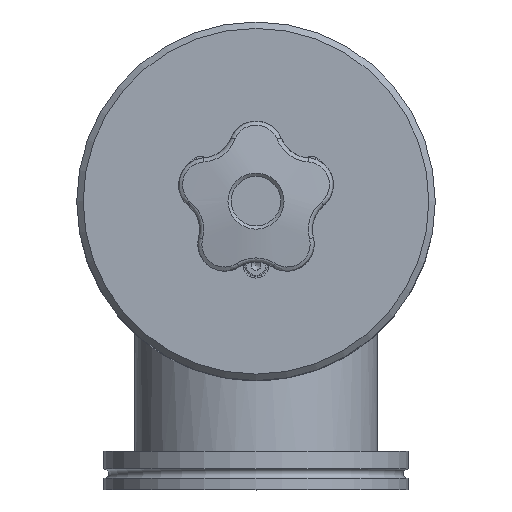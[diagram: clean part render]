
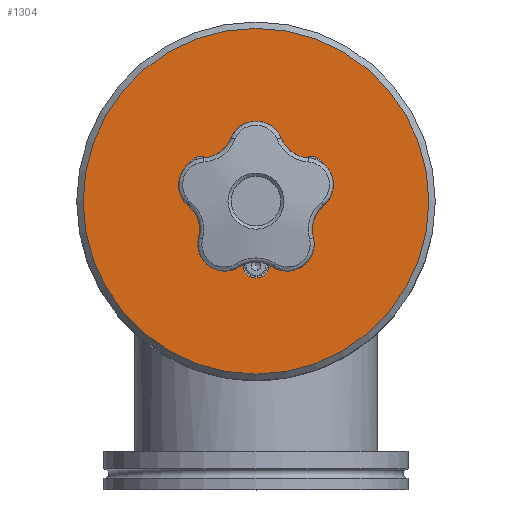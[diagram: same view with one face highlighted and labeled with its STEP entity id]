
A CAD part, top view. The second image highlights one B-rep face of the part: STEP entity #1304.
In plain terms, the highlighted planar face has unit normal (0, 0, 1).
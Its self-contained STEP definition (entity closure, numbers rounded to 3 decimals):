
#1304=ADVANCED_FACE('',(#6408,#6410,#6412,#6414,#6416),#6418,.T.);
#6408=FACE_BOUND('',#6409,.T.);
#6409=EDGE_LOOP('',(#7050));
#6410=FACE_BOUND('',#6411,.T.);
#6411=EDGE_LOOP('',(#7051));
#6412=FACE_BOUND('',#6413,.T.);
#6413=EDGE_LOOP('',(#7052));
#6414=FACE_BOUND('',#6415,.T.);
#6415=EDGE_LOOP('',(#7053));
#6416=FACE_BOUND('',#6417,.T.);
#6417=EDGE_LOOP('',(#7054));
#6418=PLANE('',#6419);
#6419=AXIS2_PLACEMENT_3D('',#6420,#6421,#6422);
#6420=CARTESIAN_POINT('',(0.,0.,153.));
#6421=DIRECTION('',(0.,0.,1.));
#6422=DIRECTION('',(0.866,-0.5,0.));
#7050=ORIENTED_EDGE('',*,*,#7398,.T.);
#7051=ORIENTED_EDGE('',*,*,#7399,.T.);
#7052=ORIENTED_EDGE('',*,*,#7400,.T.);
#7053=ORIENTED_EDGE('',*,*,#7401,.F.);
#7054=ORIENTED_EDGE('',*,*,#7402,.T.);
#7398=EDGE_CURVE('',#7933,#7933,#7934,.T.);
#7399=EDGE_CURVE('',#7935,#7935,#7936,.F.);
#7400=EDGE_CURVE('',#7937,#7937,#7938,.F.);
#7401=EDGE_CURVE('',#7939,#7939,#7940,.T.);
#7402=EDGE_CURVE('',#7941,#7941,#7942,.F.);
#7933=VERTEX_POINT('',#12455);
#7934=CIRCLE('',#12456,54.);
#7935=VERTEX_POINT('',#12460);
#7936=CIRCLE('',#12461,4.);
#7937=VERTEX_POINT('',#12465);
#7938=CIRCLE('',#12466,4.);
#7939=VERTEX_POINT('',#12470);
#7940=CIRCLE('',#12471,5.);
#7941=VERTEX_POINT('',#12475);
#7942=CIRCLE('',#12476,4.);
#12455=CARTESIAN_POINT('',(46.765,-27.,153.));
#12456=AXIS2_PLACEMENT_3D('',#12457,#12458,#12459);
#12457=CARTESIAN_POINT('',(0.,0.,153.));
#12458=DIRECTION('',(0.,0.,1.));
#12459=DIRECTION('',(0.866,-0.5,0.));
#12460=CARTESIAN_POINT('',(0.,-24.,153.));
#12461=AXIS2_PLACEMENT_3D('',#12462,#12463,#12464);
#12462=CARTESIAN_POINT('',(0.,-20.,153.));
#12463=DIRECTION('',(0.,0.,1.));
#12464=DIRECTION('',(0.,-1.,0.));
#12465=CARTESIAN_POINT('',(20.785,12.,153.));
#12466=AXIS2_PLACEMENT_3D('',#12467,#12468,#12469);
#12467=CARTESIAN_POINT('',(17.321,10.,153.));
#12468=DIRECTION('',(0.,0.,1.));
#12469=DIRECTION('',(0.866,0.5,0.));
#12470=CARTESIAN_POINT('',(4.33,-2.5,153.));
#12471=AXIS2_PLACEMENT_3D('',#12472,#12473,#12474);
#12472=CARTESIAN_POINT('',(0.,0.,153.));
#12473=DIRECTION('',(0.,0.,1.));
#12474=DIRECTION('',(0.866,-0.5,0.));
#12475=CARTESIAN_POINT('',(-20.785,12.,153.));
#12476=AXIS2_PLACEMENT_3D('',#12477,#12478,#12479);
#12477=CARTESIAN_POINT('',(-17.321,10.,153.));
#12478=DIRECTION('',(0.,0.,1.));
#12479=DIRECTION('',(-0.866,0.5,0.));
